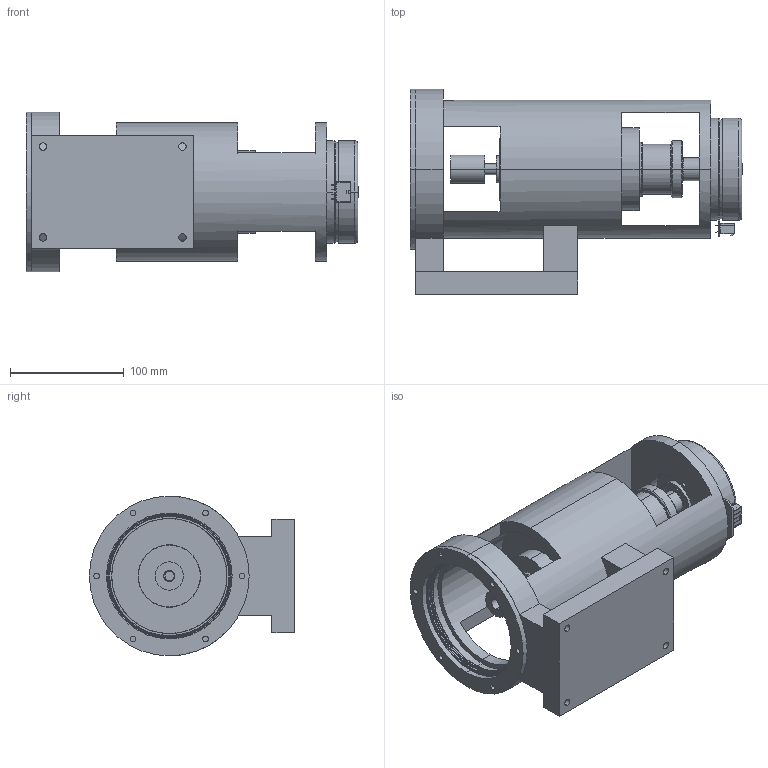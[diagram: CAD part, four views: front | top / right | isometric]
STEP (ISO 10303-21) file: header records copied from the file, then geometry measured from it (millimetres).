
FILE_DESCRIPTION (( 'STEP AP214' ), '1' );
FILE_NAME ('Cupla rotatie fixa.STEP', '2024-01-14T18:38:19', ( '' ), ( '' ), 'SwSTEP 2.0', 'SolidWorks 2023', '' );
FILE_SCHEMA (( 'AUTOMOTIVE_DESIGN' ));
Length unit declared in the file: inch
Products named in the file (1): Cupla rotatie fixa
Bounding box: 292.42 x 180.7 x 140.7 mm (x, y, z)
Volume: 2319200.7 mm3; surface area: 361617.9 mm2
Topology: 7 solids, 7 shells, 629 faces, 1573 edges, 985 vertices
Faces by surface type: plane 306, cylinder 180, torus 94, cone 49
Entity records: 19109 total; most frequent: CARTESIAN_POINT 3434, DIRECTION 3383, ORIENTED_EDGE 3098, EDGE_CURVE 1549, AXIS2_PLACEMENT_3D 1215, VERTEX_POINT 985, VECTOR 953, LINE 953
